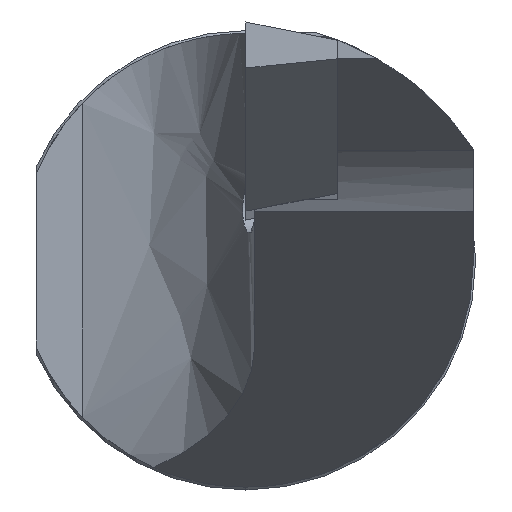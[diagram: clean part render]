
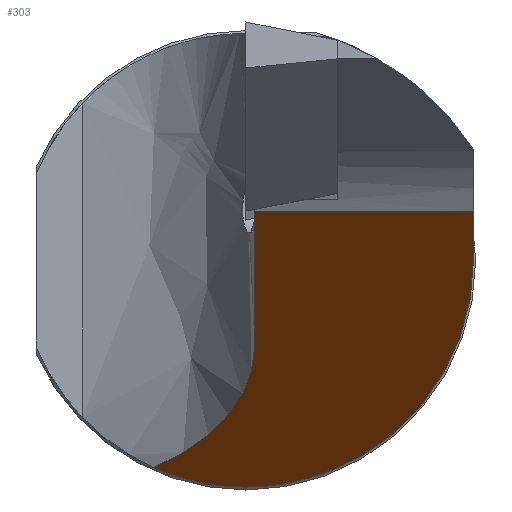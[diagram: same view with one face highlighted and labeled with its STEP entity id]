
A CAD part, left-side view. The second image highlights one B-rep face of the part: STEP entity #303.
In plain terms, the highlighted planar face has unit normal (-0.602, 0, -0.799).
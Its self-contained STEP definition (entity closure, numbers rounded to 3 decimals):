
#53 = CARTESIAN_POINT ( 'NONE',  ( 16.327, 0.768, -5.562 ) ) ;
#84 = PLANE ( 'NONE',  #1078 ) ;
#92 =( BOUNDED_CURVE ( )  B_SPLINE_CURVE ( 3, ( #2154, #461, #2131, #1824 ),
 .UNSPECIFIED., .F., .F. ) 
 B_SPLINE_CURVE_WITH_KNOTS ( ( 4, 4 ),
 ( 0., 0.419 ),
 .UNSPECIFIED. ) 
 CURVE ( )  GEOMETRIC_REPRESENTATION_ITEM ( )  RATIONAL_B_SPLINE_CURVE ( ( 1., 0.985, 0.985, 1. ) ) 
 REPRESENTATION_ITEM ( '' )  );
#119 = ORIENTED_EDGE ( 'NONE', *, *, #1759, .T. ) ;
#139 = CARTESIAN_POINT ( 'NONE',  ( 6.673, -7.925, 1.713 ) ) ;
#141 = DIRECTION ( 'NONE',  ( -0.799, 0., 0.602 ) ) ;
#163 = LINE ( 'NONE', #139, #1438 ) ;
#178 = VERTEX_POINT ( 'NONE', #783 ) ;
#180 = VECTOR ( 'NONE', #1191, 1000. ) ;
#235 = CARTESIAN_POINT ( 'NONE',  ( 16.559, 0.935, -5.736 ) ) ;
#267 = ORIENTED_EDGE ( 'NONE', *, *, #386, .T. ) ;
#284 = ORIENTED_EDGE ( 'NONE', *, *, #1736, .F. ) ;
#303 = ADVANCED_FACE ( 'Defeature ausgef�hrt1_7', ( #1617 ), #84, .T. ) ;
#319 = CARTESIAN_POINT ( 'NONE',  ( 17.007, 1.304, -6.074 ) ) ;
#368 = CARTESIAN_POINT ( 'NONE',  ( 6.673, -0.3, 1.713 ) ) ;
#383 = CARTESIAN_POINT ( 'NONE',  ( 17.992, -4.01, -6.816 ) ) ;
#386 = EDGE_CURVE ( 'Defeature ausgef�hrt1_7+Defeature ausgef�hrt1_27+Defeature ausgef�hrt1_29+Defeature ausgef�hrt1_5', #1002, #1367, #163, .T. ) ;
#461 = CARTESIAN_POINT ( 'NONE',  ( 19.43, 1.11, -7.9 ) ) ;
#490 =( BOUNDED_CURVE ( )  B_SPLINE_CURVE ( 3, ( #1246, #1132, #1299, #773 ),
 .UNSPECIFIED., .F., .T. ) 
 B_SPLINE_CURVE_WITH_KNOTS ( ( 4, 4 ),
 ( 5.755, 6.283 ),
 .UNSPECIFIED. ) 
 CURVE ( )  GEOMETRIC_REPRESENTATION_ITEM ( )  RATIONAL_B_SPLINE_CURVE ( ( 1., 0.977, 0.977, 1. ) ) 
 REPRESENTATION_ITEM ( '' )  );
#506 = EDGE_LOOP ( 'NONE', ( #284, #119, #267, #1257, #549, #1955, #922, #1968 ) ) ;
#534 = CARTESIAN_POINT ( 'NONE',  ( 13.242, -0.3, -3.237 ) ) ;
#540 = EDGE_CURVE ( 'Defeature ausgef�hrt1_5+Defeature ausgef�hrt1_7+Defeature ausgef�hrt1_11+Defeature ausgef�hrt1_27', #1725, #1367, #2033, .T. ) ;
#549 = ORIENTED_EDGE ( 'NONE', *, *, #1313, .F. ) ;
#585 = CARTESIAN_POINT ( 'NONE',  ( 14.313, -0.145, -4.044 ) ) ;
#609 = CARTESIAN_POINT ( 'NONE',  ( 15.85, 0.469, -5.202 ) ) ;
#612 = CARTESIAN_POINT ( 'NONE',  ( -60.677, -0.3, 52.465 ) ) ;
#658 = CARTESIAN_POINT ( 'NONE',  ( 16.032, -6.516, -5.339 ) ) ;
#718 = VERTEX_POINT ( 'NONE', #877 ) ;
#723 = VECTOR ( 'NONE', #1740, 1000. ) ;
#773 = CARTESIAN_POINT ( 'NONE',  ( 19.43, 0., -7.9 ) ) ;
#783 = CARTESIAN_POINT ( 'NONE',  ( 19.43, 0., -7.9 ) ) ;
#806 = DIRECTION ( 'NONE',  ( -0.799, 0., 0.602 ) ) ;
#810 = CARTESIAN_POINT ( 'NONE',  ( 12.736, -7.925, -2.856 ) ) ;
#834 = CARTESIAN_POINT ( 'NONE',  ( 17.975, -4.064, -6.803 ) ) ;
#842 = B_SPLINE_CURVE_WITH_KNOTS ( 'NONE', 3,
 ( #887, #1764, #1949, #1837, #319, #235, #53, #609, #1092, #1442, #925, #585, #1920, #1755, #534, #1220 ),
 .UNSPECIFIED., .F., .F.,
 ( 4, 2, 2, 2, 2, 2, 2, 4 ),
 ( 0.003, 0.005, 0.006, 0.007, 0.008, 0.009, 0.01, 0.011 ),
 .UNSPECIFIED. ) ;
#877 = CARTESIAN_POINT ( 'NONE',  ( 18., -3.983, -6.822 ) ) ;
#887 = CARTESIAN_POINT ( 'NONE',  ( 18.525, 3.211, -7.218 ) ) ;
#922 = ORIENTED_EDGE ( 'NONE', *, *, #1356, .F. ) ;
#925 = CARTESIAN_POINT ( 'NONE',  ( 14.838, 0.01, -4.44 ) ) ;
#986 = CARTESIAN_POINT ( 'NONE',  ( 6.673, 190.273, 1.713 ) ) ;
#1002 = VERTEX_POINT ( 'NONE', #2043 ) ;
#1019 = CARTESIAN_POINT ( 'NONE',  ( 18., -3.983, -6.822 ) ) ;
#1078 = AXIS2_PLACEMENT_3D ( 'NONE', #986, #1127, #141 ) ;
#1092 = CARTESIAN_POINT ( 'NONE',  ( 15.604, 0.336, -5.017 ) ) ;
#1127 = DIRECTION ( 'NONE',  ( -0.602, 0., -0.799 ) ) ;
#1132 = CARTESIAN_POINT ( 'NONE',  ( 18.942, -2.767, -7.532 ) ) ;
#1191 = DIRECTION ( 'NONE',  ( -0.799, 0., 0.602 ) ) ;
#1205 = VERTEX_POINT ( 'NONE', #1882 ) ;
#1213 = VERTEX_POINT ( 'NONE', #1674 ) ;
#1220 = CARTESIAN_POINT ( 'NONE',  ( 12.972, -0.3, -3.033 ) ) ;
#1226 = CARTESIAN_POINT ( 'NONE',  ( 17.983, -4.037, -6.81 ) ) ;
#1246 = CARTESIAN_POINT ( 'NONE',  ( 18., -3.983, -6.822 ) ) ;
#1257 = ORIENTED_EDGE ( 'NONE', *, *, #540, .F. ) ;
#1299 = CARTESIAN_POINT ( 'NONE',  ( 19.43, -1.408, -7.9 ) ) ;
#1313 = EDGE_CURVE ( 'Defeature ausgef�hrt1_11+Defeature ausgef�hrt1_7+Defeature ausgef�hrt1_12+Defeature ausgef�hrt1_5', #1205, #1725, #1905, .T. ) ;
#1326 = CARTESIAN_POINT ( 'NONE',  ( 17.975, -4.064, -6.803 ) ) ;
#1336 = B_SPLINE_CURVE_WITH_KNOTS ( 'NONE', 3,
 ( #834, #1226, #383, #1019 ),
 .UNSPECIFIED., .F., .F.,
 ( 4, 4 ),
 ( 0.003, 0.003 ),
 .UNSPECIFIED. ) ;
#1356 = EDGE_CURVE ( 'Defeature ausgef�hrt1_16+Defeature ausgef�hrt1_7+Defeature ausgef�hrt1_6+Defeature ausgef�hrt1_12', #178, #2077, #92, .T. ) ;
#1367 = VERTEX_POINT ( 'NONE', #1844 ) ;
#1438 = VECTOR ( 'NONE', #806, 1000. ) ;
#1442 = CARTESIAN_POINT ( 'NONE',  ( 15.097, 0.107, -4.635 ) ) ;
#1513 = CARTESIAN_POINT ( 'NONE',  ( 8.946, -7.925, 0. ) ) ;
#1533 = EDGE_CURVE ( 'Defeature ausgef�hrt1_16+Defeature ausgef�hrt1_7+Defeature ausgef�hrt1_6+Defeature ausgef�hrt1_12', #718, #178, #490, .T. ) ;
#1617 = FACE_OUTER_BOUND ( 'NONE', #506, .T. ) ;
#1653 =( BOUNDED_CURVE ( )  B_SPLINE_CURVE ( 3, ( #1326, #658, #810, #1513 ),
 .UNSPECIFIED., .F., .F. ) 
 B_SPLINE_CURVE_WITH_KNOTS ( ( 4, 4 ),
 ( 3.68, 4.712 ),
 .UNSPECIFIED. ) 
 CURVE ( )  GEOMETRIC_REPRESENTATION_ITEM ( )  RATIONAL_B_SPLINE_CURVE ( ( 1., 0.913, 0.913, 1. ) ) 
 REPRESENTATION_ITEM ( '' )  );
#1674 = CARTESIAN_POINT ( 'NONE',  ( 17.975, -4.064, -6.803 ) ) ;
#1724 = CARTESIAN_POINT ( 'NONE',  ( 6.673, 190.273, 1.713 ) ) ;
#1725 = VERTEX_POINT ( 'NONE', #368 ) ;
#1736 = EDGE_CURVE ( 'Defeature ausgef�hrt1_6+Defeature ausgef�hrt1_7+Defeature ausgef�hrt1_29+Defeature ausgef�hrt1_16', #1213, #718, #1336, .T. ) ;
#1740 = DIRECTION ( 'NONE',  ( 0., -1., 0. ) ) ;
#1755 = CARTESIAN_POINT ( 'NONE',  ( 13.511, -0.281, -3.44 ) ) ;
#1759 = EDGE_CURVE ( 'Defeature ausgef�hrt1_7+Defeature ausgef�hrt1_29+Defeature ausgef�hrt1_6+Defeature ausgef�hrt1_27', #1213, #1002, #1653, .T. ) ;
#1764 = CARTESIAN_POINT ( 'NONE',  ( 18.211, 2.661, -6.981 ) ) ;
#1824 = CARTESIAN_POINT ( 'NONE',  ( 18.525, 3.211, -7.218 ) ) ;
#1837 = CARTESIAN_POINT ( 'NONE',  ( 17.224, 1.508, -6.238 ) ) ;
#1844 = CARTESIAN_POINT ( 'NONE',  ( 6.673, -7.925, 1.713 ) ) ;
#1866 = CARTESIAN_POINT ( 'NONE',  ( 18.525, 3.211, -7.218 ) ) ;
#1882 = CARTESIAN_POINT ( 'NONE',  ( 12.972, -0.3, -3.033 ) ) ;
#1905 = LINE ( 'NONE', #612, #180 ) ;
#1920 = CARTESIAN_POINT ( 'NONE',  ( 14.047, -0.203, -3.843 ) ) ;
#1949 = CARTESIAN_POINT ( 'NONE',  ( 17.842, 2.162, -6.703 ) ) ;
#1955 = ORIENTED_EDGE ( 'NONE', *, *, #1997, .F. ) ;
#1968 = ORIENTED_EDGE ( 'NONE', *, *, #1533, .F. ) ;
#1997 = EDGE_CURVE ( 'Defeature ausgef�hrt1_12+Defeature ausgef�hrt1_7+Defeature ausgef�hrt1_16+Defeature ausgef�hrt1_11', #2077, #1205, #842, .T. ) ;
#2033 = LINE ( 'NONE', #1724, #723 ) ;
#2043 = CARTESIAN_POINT ( 'NONE',  ( 8.946, -7.925, 0. ) ) ;
#2077 = VERTEX_POINT ( 'NONE', #1866 ) ;
#2131 = CARTESIAN_POINT ( 'NONE',  ( 19.124, 2.196, -7.669 ) ) ;
#2154 = CARTESIAN_POINT ( 'NONE',  ( 19.43, 0., -7.9 ) ) ;
